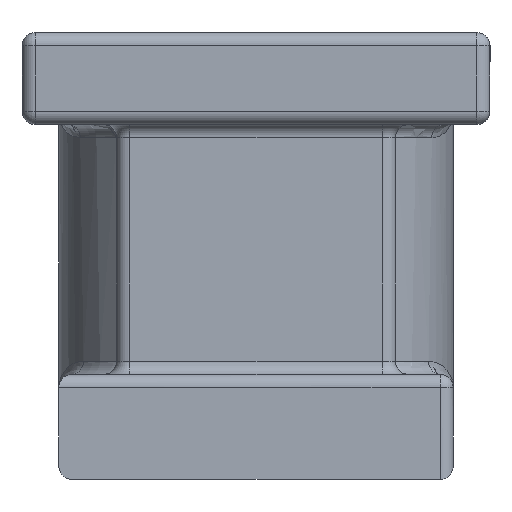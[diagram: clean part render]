
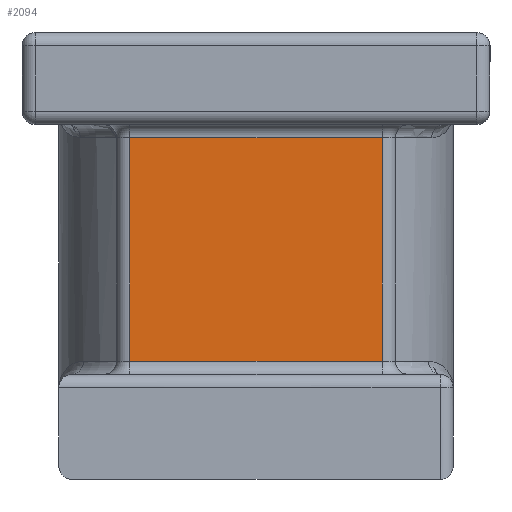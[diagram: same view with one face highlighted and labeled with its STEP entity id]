
A CAD part, left-side view. The second image highlights one B-rep face of the part: STEP entity #2094.
In plain terms, the highlighted planar face has unit normal (-1, 0, 0).
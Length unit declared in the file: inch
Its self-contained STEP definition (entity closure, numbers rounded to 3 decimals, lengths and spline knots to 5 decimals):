
#5 = ORIENTED_EDGE ( 'NONE', *, *, #2056, .T. ) ;
#25 = VECTOR ( 'NONE', #229, 39.37008 ) ;
#117 = ORIENTED_EDGE ( 'NONE', *, *, #1094, .T. ) ;
#229 = DIRECTION ( 'NONE',  ( 0., 0., -1. ) ) ;
#295 = VERTEX_POINT ( 'NONE', #1137 ) ;
#364 = CARTESIAN_POINT ( 'NONE',  ( 6.16193, 2.55988, -5.81339 ) ) ;
#539 = DIRECTION ( 'NONE',  ( 1., 0., 0. ) ) ;
#726 = VECTOR ( 'NONE', #887, 39.37008 ) ;
#756 = VERTEX_POINT ( 'NONE', #2196 ) ;
#778 = VERTEX_POINT ( 'NONE', #2243 ) ;
#789 = CARTESIAN_POINT ( 'NONE',  ( 6.16193, 2.55988, 0.9 ) ) ;
#853 = CARTESIAN_POINT ( 'NONE',  ( 6.16193, 1.5, 2.6 ) ) ;
#880 = AXIS2_PLACEMENT_3D ( 'NONE', #364, #539, #1067 ) ;
#887 = DIRECTION ( 'NONE',  ( 0., 1., 0. ) ) ;
#914 = LINE ( 'NONE', #1801, #25 ) ;
#936 = VERTEX_POINT ( 'NONE', #1588 ) ;
#1067 = DIRECTION ( 'NONE',  ( 0., 1., 0. ) ) ;
#1094 = EDGE_CURVE ( 'NONE', #936, #295, #2090, .T. ) ;
#1137 = CARTESIAN_POINT ( 'NONE',  ( 6.16193, 2.45988, 2.6 ) ) ;
#1174 = LINE ( 'NONE', #789, #1625 ) ;
#1249 = ORIENTED_EDGE ( 'NONE', *, *, #1718, .T. ) ;
#1334 = EDGE_CURVE ( 'NONE', #756, #778, #1174, .T. ) ;
#1340 = VECTOR ( 'NONE', #1793, 39.37008 ) ;
#1416 = PLANE ( 'NONE',  #880 ) ;
#1588 = CARTESIAN_POINT ( 'NONE',  ( 6.16193, 0.54012, 2.6 ) ) ;
#1590 = FACE_OUTER_BOUND ( 'NONE', #1695, .T. ) ;
#1612 = LINE ( 'NONE', #2140, #1340 ) ;
#1625 = VECTOR ( 'NONE', #2026, 39.37008 ) ;
#1695 = EDGE_LOOP ( 'NONE', ( #1249, #117, #5, #2007 ) ) ;
#1718 = EDGE_CURVE ( 'NONE', #778, #936, #1612, .T. ) ;
#1793 = DIRECTION ( 'NONE',  ( 0., 0., 1. ) ) ;
#1801 = CARTESIAN_POINT ( 'NONE',  ( 6.16193, 2.45988, -5.81339 ) ) ;
#2007 = ORIENTED_EDGE ( 'NONE', *, *, #1334, .T. ) ;
#2026 = DIRECTION ( 'NONE',  ( 0., -1., 0. ) ) ;
#2056 = EDGE_CURVE ( 'NONE', #295, #756, #914, .T. ) ;
#2090 = LINE ( 'NONE', #853, #726 ) ;
#2094 = ADVANCED_FACE ( 'NONE', ( #1590 ), #1416, .F. ) ;
#2140 = CARTESIAN_POINT ( 'NONE',  ( 6.16193, 0.54012, -5.81339 ) ) ;
#2196 = CARTESIAN_POINT ( 'NONE',  ( 6.16193, 2.45988, 0.9 ) ) ;
#2243 = CARTESIAN_POINT ( 'NONE',  ( 6.16193, 0.54012, 0.9 ) ) ;
